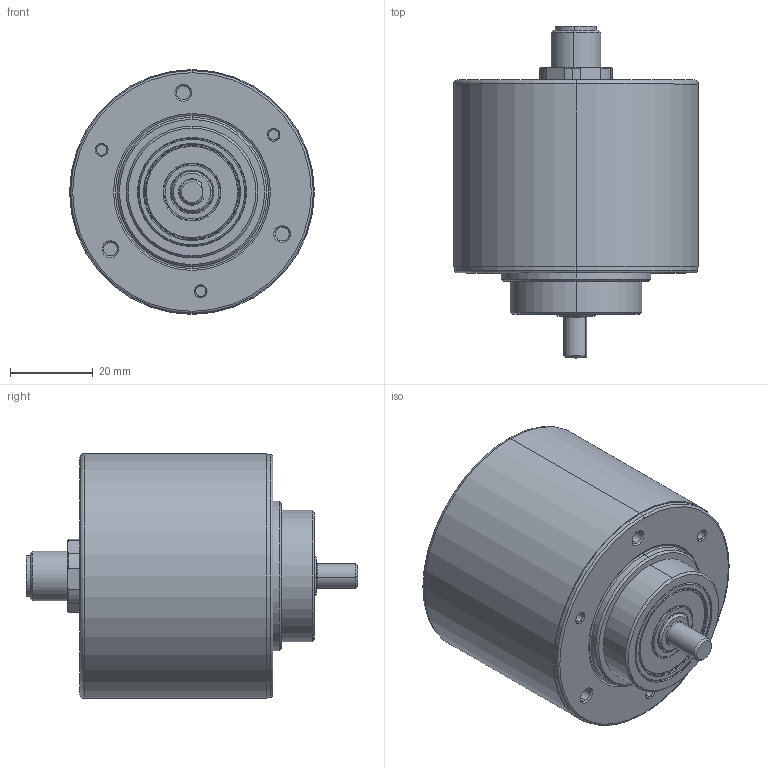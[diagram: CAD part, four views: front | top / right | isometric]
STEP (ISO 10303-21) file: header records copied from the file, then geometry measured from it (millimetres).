
FILE_DESCRIPTION (( 'STEP AP203' ), '1' );
FILE_NAME ('M165.STEP', '2021-10-22T07:26:51', ( '' ), ( '' ), 'SwSTEP 2.0', 'SolidWorks 2020', '' );
FILE_SCHEMA (( 'CONFIG_CONTROL_DESIGN' ));
Length unit declared in the file: millimetre
Products named in the file (1): M165
Bounding box: 59 x 80 x 59 mm (x, y, z)
Surface area: 17513.8 mm2 (no closed solid volume)
Topology: 0 solids, 13 shells, 134 faces, 316 edges, 205 vertices
Faces by surface type: cylinder 56, plane 33, cone 32, torus 13
Entity records: 3992 total; most frequent: CARTESIAN_POINT 748, DIRECTION 748, ORIENTED_EDGE 561, AXIS2_PLACEMENT_3D 319, EDGE_CURVE 316, VERTEX_POINT 205, CIRCLE 184, EDGE_LOOP 154
